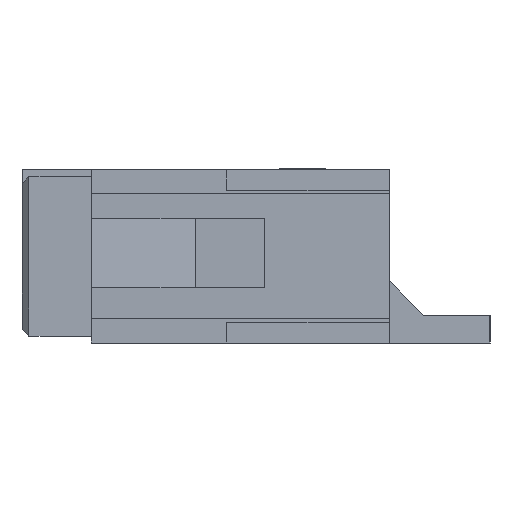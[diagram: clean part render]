
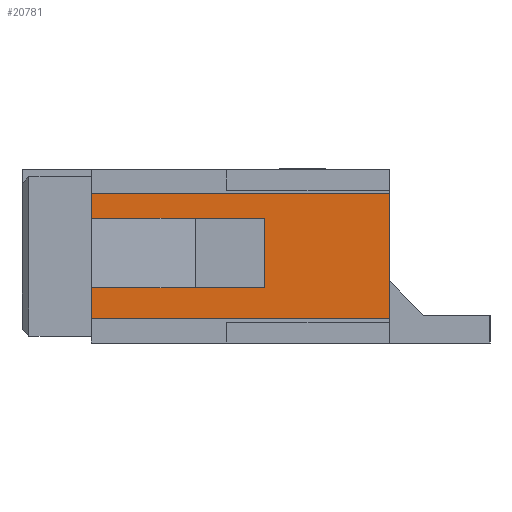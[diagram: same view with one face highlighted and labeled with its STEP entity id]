
A CAD part, left-side view. The second image highlights one B-rep face of the part: STEP entity #20781.
In plain terms, the highlighted planar face has unit normal (-1, 0, 0).
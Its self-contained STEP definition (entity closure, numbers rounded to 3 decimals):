
#190 = ORIENTED_EDGE ( 'NONE', *, *, #14153, .T. ) ;
#295 = CARTESIAN_POINT ( 'NONE',  ( -5.3, -1.925, 2.5 ) ) ;
#461 = LINE ( 'NONE', #295, #19810 ) ;
#846 = CARTESIAN_POINT ( 'NONE',  ( -5.3, -1.925, 2.15 ) ) ;
#961 = CARTESIAN_POINT ( 'NONE',  ( -5.3, 4.306, 2.15 ) ) ;
#3127 = CARTESIAN_POINT ( 'NONE',  ( -5.3, 4.306, 2.5 ) ) ;
#4331 = VERTEX_POINT ( 'NONE', #10646 ) ;
#5251 = VECTOR ( 'NONE', #8203, 1000. ) ;
#5491 = FACE_OUTER_BOUND ( 'NONE', #11870, .T. ) ;
#7377 = CARTESIAN_POINT ( 'NONE',  ( -5.3, 2.375, 2.15 ) ) ;
#7935 = VERTEX_POINT ( 'NONE', #18580 ) ;
#8203 = DIRECTION ( 'NONE',  ( 0., -1., 0. ) ) ;
#8771 = ORIENTED_EDGE ( 'NONE', *, *, #24927, .F. ) ;
#10646 = CARTESIAN_POINT ( 'NONE',  ( -5.3, 2.375, 0.35 ) ) ;
#11870 = EDGE_LOOP ( 'NONE', ( #8771, #21345, #24714, #190 ) ) ;
#12270 = DIRECTION ( 'NONE',  ( 0., 0., 1. ) ) ;
#12510 = DIRECTION ( 'NONE',  ( 0., 0., -1. ) ) ;
#14153 = EDGE_CURVE ( 'NONE', #7935, #14399, #461, .T. ) ;
#14324 = VECTOR ( 'NONE', #14825, 1000. ) ;
#14399 = VERTEX_POINT ( 'NONE', #846 ) ;
#14726 = DIRECTION ( 'NONE',  ( -1., 0., 0. ) ) ;
#14825 = DIRECTION ( 'NONE',  ( 0., -1., 0. ) ) ;
#16528 = PLANE ( 'NONE',  #22692 ) ;
#17714 = LINE ( 'NONE', #26557, #5251 ) ;
#17856 = DIRECTION ( 'NONE',  ( 0., 0., -1. ) ) ;
#18580 = CARTESIAN_POINT ( 'NONE',  ( -5.3, -1.925, 0.35 ) ) ;
#19044 = VECTOR ( 'NONE', #17856, 1000. ) ;
#19810 = VECTOR ( 'NONE', #12270, 1000. ) ;
#19910 = CARTESIAN_POINT ( 'NONE',  ( -5.3, 2.375, 2.5 ) ) ;
#20781 = ADVANCED_FACE ( 'NONE', ( #5491 ), #16528, .T. ) ;
#21345 = ORIENTED_EDGE ( 'NONE', *, *, #27350, .T. ) ;
#21979 = LINE ( 'NONE', #19910, #19044 ) ;
#22692 = AXIS2_PLACEMENT_3D ( 'NONE', #3127, #14726, #12510 ) ;
#23864 = LINE ( 'NONE', #961, #14324 ) ;
#23956 = VERTEX_POINT ( 'NONE', #7377 ) ;
#24714 = ORIENTED_EDGE ( 'NONE', *, *, #27333, .T. ) ;
#24927 = EDGE_CURVE ( 'NONE', #23956, #14399, #23864, .T. ) ;
#26557 = CARTESIAN_POINT ( 'NONE',  ( -5.3, 4.306, 0.35 ) ) ;
#27333 = EDGE_CURVE ( 'NONE', #4331, #7935, #17714, .T. ) ;
#27350 = EDGE_CURVE ( 'NONE', #23956, #4331, #21979, .T. ) ;
